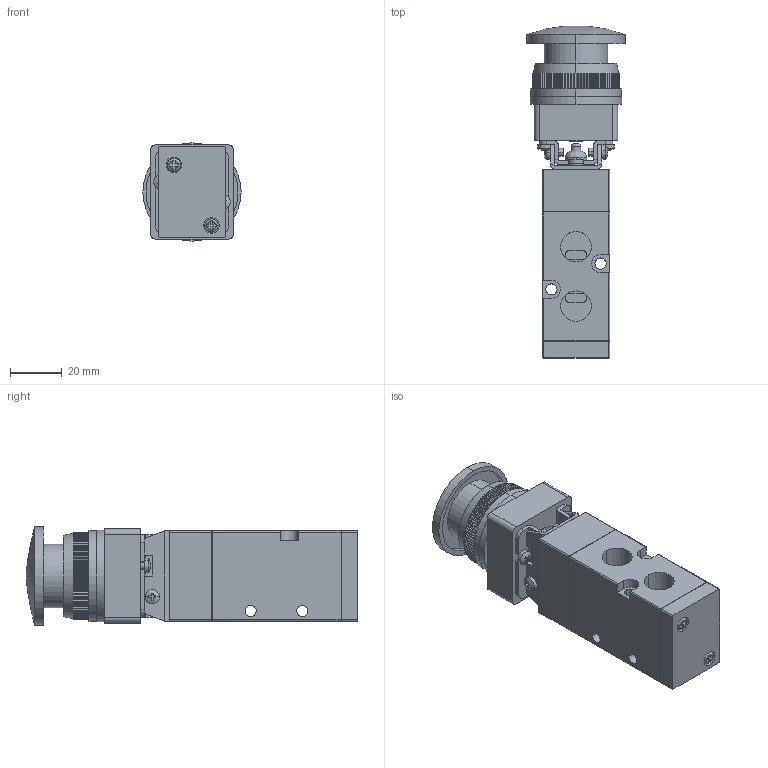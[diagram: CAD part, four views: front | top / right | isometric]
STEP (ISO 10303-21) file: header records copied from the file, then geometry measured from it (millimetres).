
FILE_DESCRIPTION (( 'STEP AP203' ), '1' );
FILE_NAME ('MSV-86522PB.step', '2016-12-28T18:53:14', ( '' ), ( '' ), 'SwSTEP 2.0', 'SolidWorks 2016', '' );
FILE_SCHEMA (( 'CONFIG_CONTROL_DESIGN' ));
Length unit declared in the file: millimetre
Products named in the file (1): MSV-86522PB
Bounding box: 38 x 128.46 x 38 mm (x, y, z)
Volume: 102267 mm3; surface area: 29592.3 mm2
Topology: 12 solids, 12 shells, 880 faces, 2232 edges, 1410 vertices
Faces by surface type: plane 583, cylinder 263, bspline 32, cone 2
Entity records: 27020 total; most frequent: CARTESIAN_POINT 5789, ORIENTED_EDGE 4456, DIRECTION 4401, EDGE_CURVE 2228, AXIS2_PLACEMENT_3D 1534, VERTEX_POINT 1410, LINE 1333, VECTOR 1333
